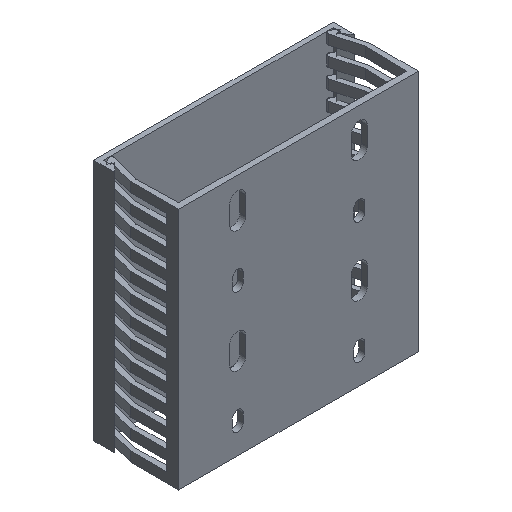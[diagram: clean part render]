
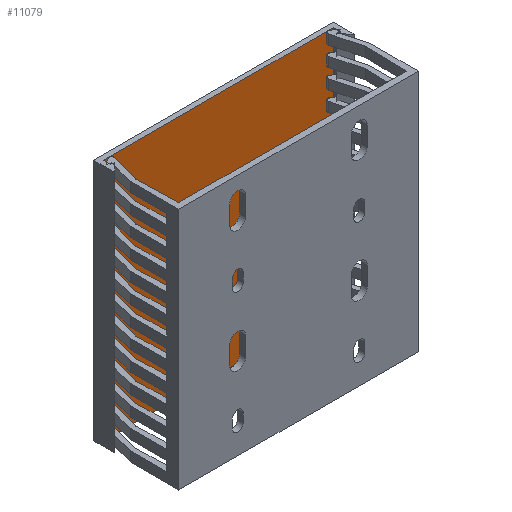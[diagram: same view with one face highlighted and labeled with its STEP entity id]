
A CAD part, isometric view. The second image highlights one B-rep face of the part: STEP entity #11079.
In plain terms, the highlighted planar face has unit normal (0, -1, 0).
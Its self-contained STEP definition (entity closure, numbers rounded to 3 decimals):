
#10847=DIRECTION('',(1.,0.,0.));
#10848=VECTOR('',#10847,94.5);
#10849=CARTESIAN_POINT('',(-47.25,-2.,50.));
#10850=LINE('',#10849,#10848);
#10851=DIRECTION('',(-1.,0.,0.));
#10852=VECTOR('',#10851,94.5);
#10853=CARTESIAN_POINT('',(47.25,-2.,-50.));
#10854=LINE('',#10853,#10852);
#10855=DIRECTION('',(0.,0.,1.));
#10856=VECTOR('',#10855,100.);
#10857=CARTESIAN_POINT('',(-47.25,-2.,-50.));
#10858=LINE('',#10857,#10856);
#10863=DIRECTION('',(0.,0.,1.));
#10864=VECTOR('',#10863,100.);
#10865=CARTESIAN_POINT('',(47.25,-2.,-50.));
#10866=LINE('',#10865,#10864);
#10903=CARTESIAN_POINT('',(-47.25,-2.,-50.));
#10904=CARTESIAN_POINT('',(-47.25,-2.,50.));
#10905=VERTEX_POINT('',#10903);
#10906=VERTEX_POINT('',#10904);
#10907=CARTESIAN_POINT('',(47.25,-2.,-50.));
#10908=CARTESIAN_POINT('',(47.25,-2.,50.));
#10909=VERTEX_POINT('',#10907);
#10910=VERTEX_POINT('',#10908);
#11067=CARTESIAN_POINT('',(-46.25,-2.,-50.));
#11068=DIRECTION('',(0.,-1.,0.));
#11069=DIRECTION('',(1.,0.,0.));
#11070=AXIS2_PLACEMENT_3D('',#11067,#11068,#11069);
#11071=PLANE('',#11070);
#11072=ORIENTED_EDGE('',*,*,#10974,.T.);
#11074=ORIENTED_EDGE('',*,*,#11073,.F.);
#11075=ORIENTED_EDGE('',*,*,#10938,.T.);
#11076=ORIENTED_EDGE('',*,*,#11060,.T.);
#11077=EDGE_LOOP('',(#11072,#11074,#11075,#11076));
#11078=FACE_OUTER_BOUND('',#11077,.F.);
#10938=EDGE_CURVE('',#10909,#10905,#10854,.T.);
#10974=EDGE_CURVE('',#10906,#10910,#10850,.T.);
#11060=EDGE_CURVE('',#10905,#10906,#10858,.T.);
#11073=EDGE_CURVE('',#10909,#10910,#10866,.T.);
#11079=ADVANCED_FACE('',(#11078),#11071,.T.);
